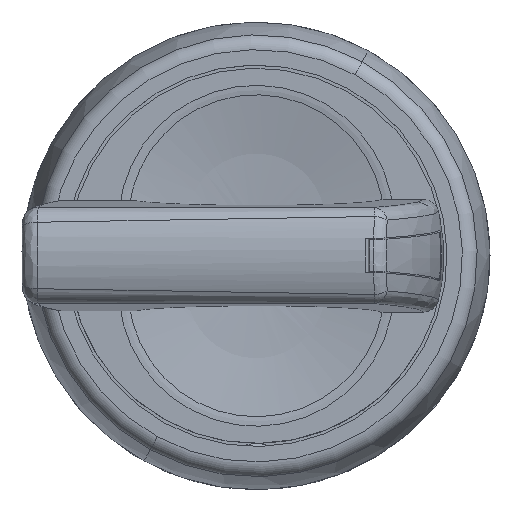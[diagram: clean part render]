
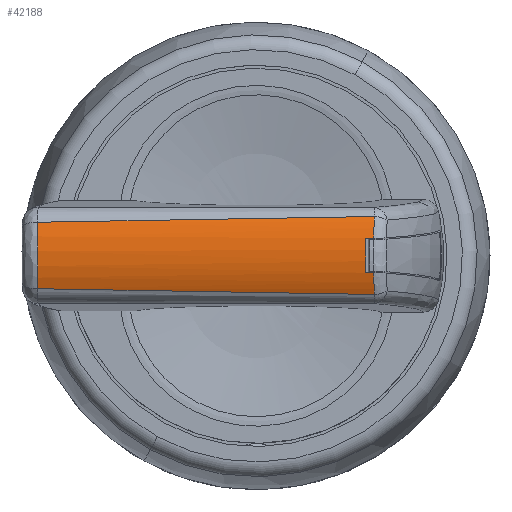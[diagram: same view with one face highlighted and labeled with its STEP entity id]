
A CAD part, top view. The second image highlights one B-rep face of the part: STEP entity #42188.
In plain terms, the highlighted cylindrical face has radius 6 mm (diameter 12 mm), a partial arc.
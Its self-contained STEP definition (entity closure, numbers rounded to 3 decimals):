
#39646=AXIS2_PLACEMENT_3D('Circle Axis2P3D',#39644,#39645,$) ;
#42170=AXIS2_PLACEMENT_3D('Cylinder Axis2P3D',#42167,#42168,#42169) ;
#39641=CARTESIAN_POINT('Vertex',(-1.102,7.,11.898)) ;
#39644=CARTESIAN_POINT('Axis2P3D Location',(0.,7.,6.)) ;
#39648=CARTESIAN_POINT('Vertex',(1.102,7.,11.898)) ;
#40856=CARTESIAN_POINT('Vertex',(2.126,-13.973,11.611)) ;
#40934=CARTESIAN_POINT('Control Point',(-2.126,-13.973,11.611)) ;
#40935=CARTESIAN_POINT('Control Point',(-2.011,-13.975,11.654)) ;
#40936=CARTESIAN_POINT('Control Point',(-1.895,-13.976,11.695)) ;
#40937=CARTESIAN_POINT('Control Point',(-1.777,-13.977,11.733)) ;
#40938=CARTESIAN_POINT('Control Point',(-1.191,-13.982,11.905)) ;
#40939=CARTESIAN_POINT('Control Point',(-0.584,-13.985,12.002)) ;
#40940=CARTESIAN_POINT('Control Point',(-0.094,-13.985,12.029)) ;
#40941=CARTESIAN_POINT('Control Point',(0.656,-13.985,11.995)) ;
#40942=CARTESIAN_POINT('Control Point',(1.388,-13.981,11.846)) ;
#40943=CARTESIAN_POINT('Control Point',(1.639,-13.979,11.781)) ;
#40944=CARTESIAN_POINT('Control Point',(1.885,-13.976,11.702)) ;
#40945=CARTESIAN_POINT('Control Point',(2.126,-13.973,11.611)) ;
#40946=CARTESIAN_POINT('Vertex',(-2.126,-13.973,11.611)) ;
#41413=CARTESIAN_POINT('Vertex',(1.102,7.505,11.898)) ;
#41452=CARTESIAN_POINT('Line Origine',(1.102,9.984,11.898)) ;
#41597=CARTESIAN_POINT('Vertex',(2.493,7.565,11.458)) ;
#41601=CARTESIAN_POINT('Control Point',(2.126,-13.973,11.611)) ;
#41602=CARTESIAN_POINT('Control Point',(2.127,-13.346,11.61)) ;
#41603=CARTESIAN_POINT('Control Point',(2.128,-12.718,11.61)) ;
#41604=CARTESIAN_POINT('Control Point',(2.131,-12.091,11.609)) ;
#41605=CARTESIAN_POINT('Control Point',(2.148,-9.983,11.602)) ;
#41606=CARTESIAN_POINT('Control Point',(2.189,-7.875,11.587)) ;
#41607=CARTESIAN_POINT('Control Point',(2.23,-6.396,11.571)) ;
#41608=CARTESIAN_POINT('Control Point',(2.314,-3.622,11.536)) ;
#41609=CARTESIAN_POINT('Control Point',(2.395,-0.848,11.502)) ;
#41610=CARTESIAN_POINT('Control Point',(2.427,0.446,11.487)) ;
#41611=CARTESIAN_POINT('Control Point',(2.468,2.646,11.469)) ;
#41612=CARTESIAN_POINT('Control Point',(2.487,4.846,11.46)) ;
#41613=CARTESIAN_POINT('Control Point',(2.491,5.752,11.458)) ;
#41614=CARTESIAN_POINT('Control Point',(2.492,6.658,11.458)) ;
#41615=CARTESIAN_POINT('Control Point',(2.493,7.565,11.458)) ;
#41699=CARTESIAN_POINT('Control Point',(1.102,7.505,11.898)) ;
#41700=CARTESIAN_POINT('Control Point',(1.153,7.506,11.888)) ;
#41701=CARTESIAN_POINT('Control Point',(1.204,7.508,11.878)) ;
#41702=CARTESIAN_POINT('Control Point',(1.254,7.509,11.868)) ;
#41703=CARTESIAN_POINT('Control Point',(1.538,7.517,11.805)) ;
#41704=CARTESIAN_POINT('Control Point',(1.818,7.528,11.725)) ;
#41705=CARTESIAN_POINT('Control Point',(2.046,7.538,11.648)) ;
#41706=CARTESIAN_POINT('Control Point',(2.271,7.55,11.559)) ;
#41707=CARTESIAN_POINT('Control Point',(2.493,7.565,11.458)) ;
#41810=CARTESIAN_POINT('Line Origine',(-1.102,9.984,11.898)) ;
#41814=CARTESIAN_POINT('Vertex',(-1.102,7.505,11.898)) ;
#42002=CARTESIAN_POINT('Vertex',(-2.493,7.565,11.458)) ;
#42006=CARTESIAN_POINT('Control Point',(-2.126,-13.973,11.611)) ;
#42007=CARTESIAN_POINT('Control Point',(-2.127,-13.346,11.61)) ;
#42008=CARTESIAN_POINT('Control Point',(-2.128,-12.718,11.61)) ;
#42009=CARTESIAN_POINT('Control Point',(-2.131,-12.091,11.609)) ;
#42010=CARTESIAN_POINT('Control Point',(-2.148,-9.983,11.602)) ;
#42011=CARTESIAN_POINT('Control Point',(-2.189,-7.875,11.587)) ;
#42012=CARTESIAN_POINT('Control Point',(-2.23,-6.396,11.571)) ;
#42013=CARTESIAN_POINT('Control Point',(-2.314,-3.622,11.536)) ;
#42014=CARTESIAN_POINT('Control Point',(-2.395,-0.848,11.502)) ;
#42015=CARTESIAN_POINT('Control Point',(-2.427,0.446,11.487)) ;
#42016=CARTESIAN_POINT('Control Point',(-2.468,2.646,11.469)) ;
#42017=CARTESIAN_POINT('Control Point',(-2.487,4.846,11.46)) ;
#42018=CARTESIAN_POINT('Control Point',(-2.491,5.752,11.458)) ;
#42019=CARTESIAN_POINT('Control Point',(-2.492,6.658,11.458)) ;
#42020=CARTESIAN_POINT('Control Point',(-2.493,7.565,11.458)) ;
#42167=CARTESIAN_POINT('Axis2P3D Location',(0.,0.,6.)) ;
#42173=CARTESIAN_POINT('Control Point',(-1.102,7.505,11.898)) ;
#42174=CARTESIAN_POINT('Control Point',(-1.577,7.517,11.809)) ;
#42175=CARTESIAN_POINT('Control Point',(-2.044,7.536,11.663)) ;
#42176=CARTESIAN_POINT('Control Point',(-2.493,7.565,11.458)) ;
#39645=DIRECTION('Axis2P3D Direction',(0.,1.,0.)) ;
#41453=DIRECTION('Vector Direction',(0.,-1.,0.)) ;
#41811=DIRECTION('Vector Direction',(0.,-1.,0.)) ;
#42168=DIRECTION('Axis2P3D Direction',(-0.,-1.,-0.)) ;
#42169=DIRECTION('Axis2P3D XDirection',(0.508,-0.,0.862)) ;
#41454=VECTOR('Line Direction',#41453,1.) ;
#41812=VECTOR('Line Direction',#41811,1.) ;
#42179=ORIENTED_EDGE('',*,*,#42021,.T.) ;
#42180=ORIENTED_EDGE('',*,*,#40948,.F.) ;
#42181=ORIENTED_EDGE('',*,*,#41616,.F.) ;
#42182=ORIENTED_EDGE('',*,*,#41708,.T.) ;
#42183=ORIENTED_EDGE('',*,*,#41456,.F.) ;
#42184=ORIENTED_EDGE('',*,*,#39650,.F.) ;
#42185=ORIENTED_EDGE('',*,*,#41816,.T.) ;
#42186=ORIENTED_EDGE('',*,*,#42177,.F.) ;
#42188=ADVANCED_FACE('Corps principal ( *SOL1 - wsp *MASTER -  )',(#42187),#42171,.T.) ;
#40933=B_SPLINE_CURVE_WITH_KNOTS('',5,(#40934,#40935,#40936,#40937,#40938,#40939,#40940,#40941,#40942,#40943,#40944,#40945),.UNSPECIFIED.,.F.,.U.,(6,3,3,6),(22.078,22.882,26.057,27.74),.UNSPECIFIED.) ;
#41600=B_SPLINE_CURVE_WITH_KNOTS('',5,(#41601,#41602,#41603,#41604,#41605,#41606,#41607,#41608,#41609,#41610,#41611,#41612,#41613,#41614,#41615),.UNSPECIFIED.,.F.,.U.,(6,3,3,3,6),(8.538,13.971,26.794,38.002,45.849),.UNSPECIFIED.) ;
#41698=B_SPLINE_CURVE_WITH_KNOTS('',5,(#41699,#41700,#41701,#41702,#41703,#41704,#41705,#41706,#41707),.UNSPECIFIED.,.F.,.U.,(6,3,6),(10.25,10.597,12.198),.UNSPECIFIED.) ;
#42005=B_SPLINE_CURVE_WITH_KNOTS('',5,(#42006,#42007,#42008,#42009,#42010,#42011,#42012,#42013,#42014,#42015,#42016,#42017,#42018,#42019,#42020),.UNSPECIFIED.,.F.,.U.,(6,3,3,3,6),(8.538,13.971,26.794,38.001,45.849),.UNSPECIFIED.) ;
#42172=B_SPLINE_CURVE_WITH_KNOTS('',3,(#42173,#42174,#42175,#42176),.UNSPECIFIED.,.F.,.U.,(4,4),(8.13,10.077),.UNSPECIFIED.) ;
#39647=CIRCLE('generated circle',#39646,6.) ;
#42171=CYLINDRICAL_SURFACE('generated cylinder',#42170,6.) ;
#39650=EDGE_CURVE('',#39642,#39649,#39647,.T.) ;
#40948=EDGE_CURVE('',#40857,#40947,#40933,.F.) ;
#41456=EDGE_CURVE('',#39649,#41414,#41455,.F.) ;
#41616=EDGE_CURVE('',#41598,#40857,#41600,.F.) ;
#41708=EDGE_CURVE('',#41598,#41414,#41698,.F.) ;
#41816=EDGE_CURVE('',#39642,#41815,#41813,.F.) ;
#42021=EDGE_CURVE('',#42003,#40947,#42005,.F.) ;
#42177=EDGE_CURVE('',#42003,#41815,#42172,.F.) ;
#42178=EDGE_LOOP('',(#42179,#42180,#42181,#42182,#42183,#42184,#42185,#42186)) ;
#42187=FACE_OUTER_BOUND('',#42178,.T.) ;
#41455=LINE('Line',#41452,#41454) ;
#41813=LINE('Line',#41810,#41812) ;
#39642=VERTEX_POINT('',#39641) ;
#39649=VERTEX_POINT('',#39648) ;
#40857=VERTEX_POINT('',#40856) ;
#40947=VERTEX_POINT('',#40946) ;
#41414=VERTEX_POINT('',#41413) ;
#41598=VERTEX_POINT('',#41597) ;
#41815=VERTEX_POINT('',#41814) ;
#42003=VERTEX_POINT('',#42002) ;
